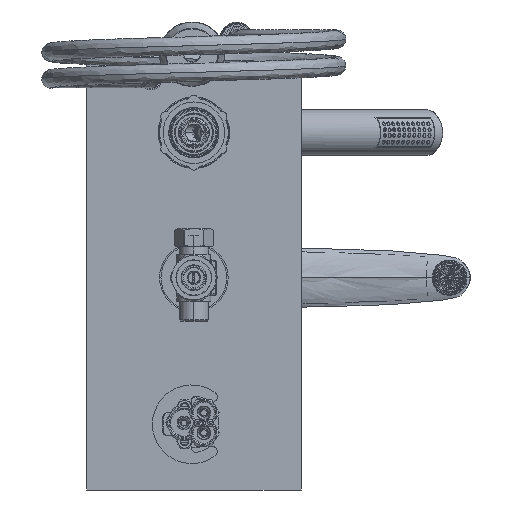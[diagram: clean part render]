
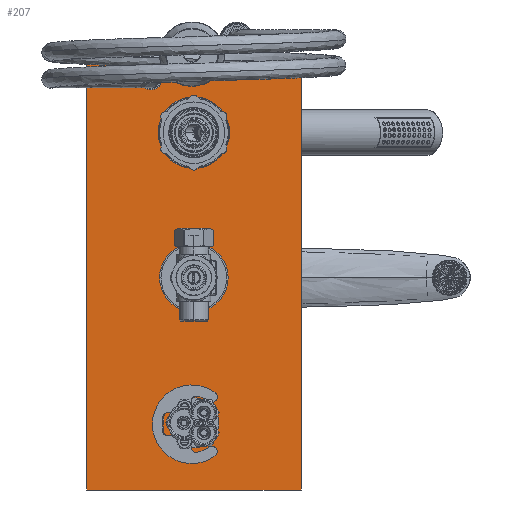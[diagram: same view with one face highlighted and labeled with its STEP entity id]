
A CAD part, front view. The second image highlights one B-rep face of the part: STEP entity #207.
In plain terms, the highlighted face is planar.
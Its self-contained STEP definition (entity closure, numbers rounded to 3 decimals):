
#2=CARTESIAN_POINT('',(-100.,0.,0.));
#3=DIRECTION('',(0.,0.,-1.));
#4=DIRECTION('',(1.,0.,0.));
#5=AXIS2_PLACEMENT_3D('',#2,#3,#4);
#7=CARTESIAN_POINT('',(-100.,0.,0.));
#8=DIRECTION('',(0.,0.,-1.));
#9=DIRECTION('',(-1.,0.,0.));
#10=AXIS2_PLACEMENT_3D('',#7,#8,#9);
#12=CARTESIAN_POINT('',(1.5,0.,0.));
#13=DIRECTION('',(0.,0.,-1.));
#14=DIRECTION('',(1.,0.,0.));
#15=AXIS2_PLACEMENT_3D('',#12,#13,#14);
#17=CARTESIAN_POINT('',(1.5,0.,0.));
#18=DIRECTION('',(0.,0.,-1.));
#19=DIRECTION('',(-1.,0.,0.));
#20=AXIS2_PLACEMENT_3D('',#17,#18,#19);
#22=CARTESIAN_POINT('',(103.,0.,0.));
#23=DIRECTION('',(0.,0.,-1.));
#24=DIRECTION('',(1.,0.,0.));
#25=AXIS2_PLACEMENT_3D('',#22,#23,#24);
#27=CARTESIAN_POINT('',(103.,0.,0.));
#28=DIRECTION('',(0.,0.,-1.));
#29=DIRECTION('',(-1.,0.,0.));
#30=AXIS2_PLACEMENT_3D('',#27,#28,#29);
#32=DIRECTION('',(0.,-1.,0.));
#33=VECTOR('',#32,150.);
#34=CARTESIAN_POINT('',(-150.,75.,0.));
#35=LINE('',#34,#33);
#36=DIRECTION('',(1.,0.,0.));
#37=VECTOR('',#36,300.);
#38=CARTESIAN_POINT('',(-150.,-75.,0.));
#39=LINE('',#38,#37);
#40=DIRECTION('',(0.,1.,0.));
#41=VECTOR('',#40,150.);
#42=CARTESIAN_POINT('',(150.,-75.,0.));
#43=LINE('',#42,#41);
#44=DIRECTION('',(-1.,0.,0.));
#45=VECTOR('',#44,300.);
#46=CARTESIAN_POINT('',(150.,75.,0.));
#47=LINE('',#46,#45);
#134=CARTESIAN_POINT('',(-82.5,0.,0.));
#135=CARTESIAN_POINT('',(-117.5,0.,0.));
#136=VERTEX_POINT('',#134);
#137=VERTEX_POINT('',#135);
#138=CARTESIAN_POINT('',(19.,0.,0.));
#139=CARTESIAN_POINT('',(-16.,0.,0.));
#140=VERTEX_POINT('',#138);
#141=VERTEX_POINT('',#139);
#142=CARTESIAN_POINT('',(-150.,75.,0.));
#143=CARTESIAN_POINT('',(-150.,-75.,0.));
#144=VERTEX_POINT('',#142);
#145=VERTEX_POINT('',#143);
#146=CARTESIAN_POINT('',(150.,-75.,0.));
#147=VERTEX_POINT('',#146);
#148=CARTESIAN_POINT('',(150.,75.,0.));
#149=VERTEX_POINT('',#148);
#166=CARTESIAN_POINT('',(120.5,0.,0.));
#167=CARTESIAN_POINT('',(85.5,0.,0.));
#168=VERTEX_POINT('',#166);
#169=VERTEX_POINT('',#167);
#174=CARTESIAN_POINT('',(0.,0.,0.));
#175=DIRECTION('',(0.,0.,1.));
#176=DIRECTION('',(1.,0.,0.));
#177=AXIS2_PLACEMENT_3D('',#174,#175,#176);
#178=PLANE('',#177);
#180=ORIENTED_EDGE('',*,*,#179,.T.);
#182=ORIENTED_EDGE('',*,*,#181,.T.);
#184=ORIENTED_EDGE('',*,*,#183,.T.);
#186=ORIENTED_EDGE('',*,*,#185,.T.);
#187=EDGE_LOOP('',(#180,#182,#184,#186));
#188=FACE_OUTER_BOUND('',#187,.F.);
#190=ORIENTED_EDGE('',*,*,#189,.T.);
#192=ORIENTED_EDGE('',*,*,#191,.T.);
#193=EDGE_LOOP('',(#190,#192));
#194=FACE_BOUND('',#193,.F.);
#196=ORIENTED_EDGE('',*,*,#195,.T.);
#198=ORIENTED_EDGE('',*,*,#197,.T.);
#199=EDGE_LOOP('',(#196,#198));
#200=FACE_BOUND('',#199,.F.);
#202=ORIENTED_EDGE('',*,*,#201,.T.);
#204=ORIENTED_EDGE('',*,*,#203,.T.);
#205=EDGE_LOOP('',(#202,#204));
#206=FACE_BOUND('',#205,.F.);
#207=ADVANCED_FACE('',(#188,#194,#200,#206),#178,.F.);
#6=CIRCLE('',#5,17.5);
#11=CIRCLE('',#10,17.5);
#16=CIRCLE('',#15,17.5);
#21=CIRCLE('',#20,17.5);
#26=CIRCLE('',#25,17.5);
#31=CIRCLE('',#30,17.5);
#179=EDGE_CURVE('',#144,#145,#35,.T.);
#181=EDGE_CURVE('',#145,#147,#39,.T.);
#183=EDGE_CURVE('',#147,#149,#43,.T.);
#185=EDGE_CURVE('',#149,#144,#47,.T.);
#189=EDGE_CURVE('',#136,#137,#6,.T.);
#191=EDGE_CURVE('',#137,#136,#11,.T.);
#195=EDGE_CURVE('',#140,#141,#16,.T.);
#197=EDGE_CURVE('',#141,#140,#21,.T.);
#201=EDGE_CURVE('',#168,#169,#26,.T.);
#203=EDGE_CURVE('',#169,#168,#31,.T.);
